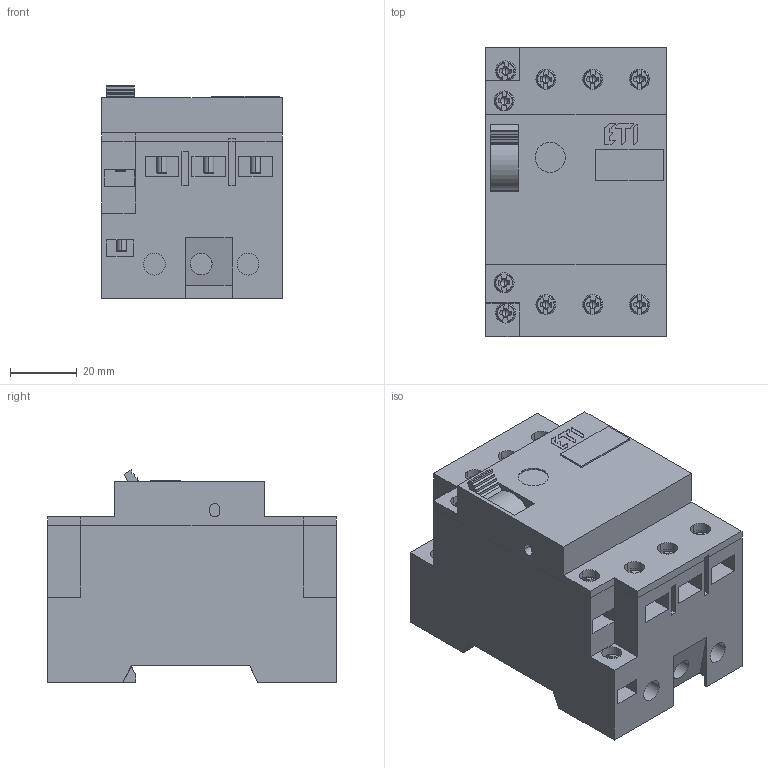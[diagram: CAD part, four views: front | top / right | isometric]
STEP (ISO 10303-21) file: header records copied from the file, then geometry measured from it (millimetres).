
FILE_DESCRIPTION((''),'2;1');
FILE_NAME('004646618_MSP0_0_6_ASM','2022-09-02T11:35:00',('klemen.sitar'),('Audax d.o.o.'),'CREO PARAMETRIC BY PTC INC, 2021304','CREO PARAMETRIC BY PTC INC, 2021304','');
FILE_SCHEMA(('AP242_MANAGED_MODEL_BASED_3D_ENGINEERING_MIM_LF { 1 0 10303 442 1 1 4 }'));
Length unit declared in the file: millimetre
Products named in the file (17): 89_SCREW_1; SCREW_ASM_1_ASM; SCREW2_ASM_1_ASM; PRT9566_1_1; PRT9566_1_2; PRT9566_1_3; PRT9566_1_ASM; LOH_ASM_1_ASM; BREP_1-48_1_1; BREP_1-48_1_2; BREP_1-48_1_ASM; PRT9568_1; PRT9569_1; OPKROV_1; MSP0_ASM_1_ASM; BREP_1-48; 004646618_MSP0_0_6_ASM
Assembly tree (24 placements, depth 5):
  004646618_MSP0_0_6_ASM
    MSP0_ASM_1_ASM
      SCREW_ASM_1_ASM  x2
        89_SCREW_1
      SCREW2_ASM_1_ASM
        89_SCREW_1  x2
      LOH_ASM_1_ASM
        PRT9566_1_ASM
          PRT9566_1_1
          PRT9566_1_2
          PRT9566_1_3
      BREP_1-48_1_ASM
        BREP_1-48_1_1
        BREP_1-48_1_2
      89_SCREW_1  x2
      PRT9568_1
      PRT9569_1
      BREP_1-48_1_1
      OPKROV_1
    BREP_1-48
Bounding box: 54 x 86.4 x 63.64 mm (x, y, z)
Volume: 224006.3 mm3; surface area: 51727.7 mm2
Topology: 20 solids, 20 shells, 1219 faces, 3068 edges, 2012 vertices
Faces by surface type: plane 600, cylinder 439, cone 80, bspline 40, torus 40, sphere 20
Entity records: 35054 total; most frequent: CARTESIAN_POINT 4420, DIRECTION 4212, ORIENTED_EDGE 3700, PRESENTATION_STYLE_ASSIGNMENT 2471, STYLED_ITEM 2471, CURVE_STYLE 1867, EDGE_CURVE 1850, AXIS2_PLACEMENT_3D 1544
